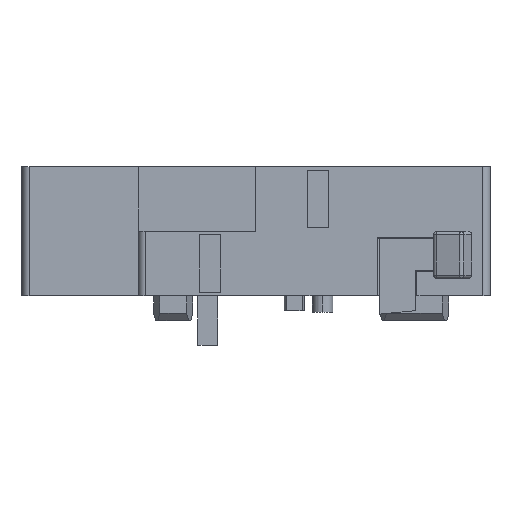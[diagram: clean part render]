
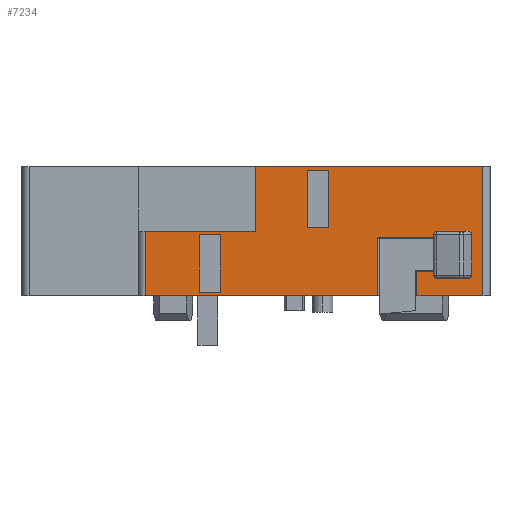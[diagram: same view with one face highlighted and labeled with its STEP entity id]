
A CAD part, left-side view. The second image highlights one B-rep face of the part: STEP entity #7234.
In plain terms, the highlighted planar face has unit normal (-1, 0, 0).
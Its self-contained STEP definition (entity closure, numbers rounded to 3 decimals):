
#250=DIRECTION('',(0.,-1.,0.));
#251=VECTOR('',#250,32.);
#252=CARTESIAN_POINT('',(-43.6,0.,18.2));
#253=LINE('',#252,#251);
#1106=DIRECTION('',(0.,-1.,0.));
#1107=VECTOR('',#1106,32.7);
#1108=CARTESIAN_POINT('',(-43.6,15.6,0.));
#1109=LINE('',#1108,#1107);
#1134=DIRECTION('',(0.,-1.,0.));
#1135=VECTOR('',#1134,9.3);
#1136=CARTESIAN_POINT('',(-43.6,-22.7,0.));
#1137=LINE('',#1136,#1135);
#1934=DIRECTION('',(0.,-1.,0.));
#1935=VECTOR('',#1934,3.02);
#1936=CARTESIAN_POINT('',(-43.6,8.,0.49));
#1937=LINE('',#1936,#1935);
#1938=DIRECTION('',(0.,0.,1.));
#1939=VECTOR('',#1938,8.12);
#1940=CARTESIAN_POINT('',(-43.6,4.98,0.49));
#1941=LINE('',#1940,#1939);
#1942=DIRECTION('',(0.,1.,0.));
#1943=VECTOR('',#1942,3.02);
#1944=CARTESIAN_POINT('',(-43.6,4.98,8.61));
#1945=LINE('',#1944,#1943);
#1946=DIRECTION('',(0.,0.,-1.));
#1947=VECTOR('',#1946,8.12);
#1948=CARTESIAN_POINT('',(-43.6,8.,8.61));
#1949=LINE('',#1948,#1947);
#1950=DIRECTION('',(0.,-1.,0.));
#1951=VECTOR('',#1950,3.02);
#1952=CARTESIAN_POINT('',(-43.6,-7.26,9.59));
#1953=LINE('',#1952,#1951);
#1954=DIRECTION('',(0.,0.,1.));
#1955=VECTOR('',#1954,8.12);
#1956=CARTESIAN_POINT('',(-43.6,-10.28,9.59));
#1957=LINE('',#1956,#1955);
#1958=DIRECTION('',(0.,1.,0.));
#1959=VECTOR('',#1958,3.02);
#1960=CARTESIAN_POINT('',(-43.6,-10.28,17.71));
#1961=LINE('',#1960,#1959);
#1962=DIRECTION('',(0.,0.,-1.));
#1963=VECTOR('',#1962,8.12);
#1964=CARTESIAN_POINT('',(-43.6,-7.26,17.71));
#1965=LINE('',#1964,#1963);
#1966=DIRECTION('',(0.,1.,0.));
#1967=VECTOR('',#1966,4.282);
#1968=CARTESIAN_POINT('',(-43.6,-29.822,2.4));
#1969=LINE('',#1968,#1967);
#1970=DIRECTION('',(0.,0.,1.));
#1971=VECTOR('',#1970,5.7);
#1972=CARTESIAN_POINT('',(-43.6,-30.4,2.9));
#1973=LINE('',#1972,#1971);
#1974=DIRECTION('',(0.,1.,0.));
#1975=VECTOR('',#1974,4.282);
#1976=CARTESIAN_POINT('',(-43.6,-29.822,9.1));
#1977=LINE('',#1976,#1975);
#1978=DIRECTION('',(0.,0.,1.));
#1979=VECTOR('',#1978,0.4);
#1980=CARTESIAN_POINT('',(-43.6,-25.04,8.2));
#1981=LINE('',#1980,#1979);
#1982=DIRECTION('',(0.,1.,0.));
#1983=VECTOR('',#1982,7.94);
#1984=CARTESIAN_POINT('',(-43.6,-25.04,8.2));
#1985=LINE('',#1984,#1983);
#1986=DIRECTION('',(0.,0.,-1.));
#1987=VECTOR('',#1986,9.1);
#1988=CARTESIAN_POINT('',(-43.6,15.6,9.1));
#1989=LINE('',#1988,#1987);
#1990=DIRECTION('',(0.,-1.,0.));
#1991=VECTOR('',#1990,15.6);
#1992=CARTESIAN_POINT('',(-43.6,15.6,9.1));
#1993=LINE('',#1992,#1991);
#1994=DIRECTION('',(0.,0.,-1.));
#1995=VECTOR('',#1994,9.1);
#1996=CARTESIAN_POINT('',(-43.6,0.,18.2));
#1997=LINE('',#1996,#1995);
#1998=DIRECTION('',(0.,0.,-1.));
#1999=VECTOR('',#1998,18.2);
#2000=CARTESIAN_POINT('',(-43.6,-32.,18.2));
#2001=LINE('',#2000,#1999);
#2002=DIRECTION('',(0.,0.,1.));
#2003=VECTOR('',#2002,3.4);
#2004=CARTESIAN_POINT('',(-43.6,-22.7,0.));
#2005=LINE('',#2004,#2003);
#2006=DIRECTION('',(0.,-1.,0.));
#2007=VECTOR('',#2006,2.34);
#2008=CARTESIAN_POINT('',(-43.6,-22.7,3.4));
#2009=LINE('',#2008,#2007);
#2010=DIRECTION('',(0.,0.,1.));
#2011=VECTOR('',#2010,0.5);
#2012=CARTESIAN_POINT('',(-43.6,-25.04,2.9));
#2013=LINE('',#2012,#2011);
#2078=CARTESIAN_POINT('',(-43.6,-25.54,2.9));
#2079=DIRECTION('',(1.,0.,0.));
#2080=DIRECTION('',(0.,0.,-1.));
#2081=AXIS2_PLACEMENT_3D('',#2078,#2079,#2080);
#2125=CARTESIAN_POINT('',(-43.6,-29.822,9.1));
#2126=CARTESIAN_POINT('',(-43.6,-29.912,9.1));
#2127=CARTESIAN_POINT('',(-43.6,-30.059,9.068));
#2128=CARTESIAN_POINT('',(-43.6,-30.229,8.969));
#2129=CARTESIAN_POINT('',(-43.6,-30.333,8.848));
#2130=CARTESIAN_POINT('',(-43.6,-30.387,8.722));
#2131=CARTESIAN_POINT('',(-43.6,-30.4,8.645));
#2132=CARTESIAN_POINT('',(-43.6,-30.4,8.6));
#2146=CARTESIAN_POINT('',(-43.6,-30.4,2.9));
#2147=CARTESIAN_POINT('',(-43.6,-30.4,2.855));
#2148=CARTESIAN_POINT('',(-43.6,-30.387,2.778));
#2149=CARTESIAN_POINT('',(-43.6,-30.333,2.652));
#2150=CARTESIAN_POINT('',(-43.6,-30.229,2.531));
#2151=CARTESIAN_POINT('',(-43.6,-30.059,2.432));
#2152=CARTESIAN_POINT('',(-43.6,-29.912,2.4));
#2153=CARTESIAN_POINT('',(-43.6,-29.822,2.4));
#2213=CARTESIAN_POINT('',(-43.6,-25.54,8.6));
#2214=DIRECTION('',(1.,0.,0.));
#2215=DIRECTION('',(0.,1.,0.));
#2216=AXIS2_PLACEMENT_3D('',#2213,#2214,#2215);
#2250=DIRECTION('',(0.,0.,1.));
#2251=VECTOR('',#2250,8.2);
#2252=CARTESIAN_POINT('',(-43.6,-17.1,0.));
#2253=LINE('',#2252,#2251);
#3639=CARTESIAN_POINT('',(-43.6,0.,18.2));
#3641=VERTEX_POINT('',#3639);
#3645=CARTESIAN_POINT('',(-43.6,0.,9.1));
#3646=VERTEX_POINT('',#3645);
#4109=CARTESIAN_POINT('',(-43.6,-17.1,0.));
#4111=VERTEX_POINT('',#4109);
#4113=CARTESIAN_POINT('',(-43.6,-22.7,0.));
#4115=VERTEX_POINT('',#4113);
#4151=CARTESIAN_POINT('',(-43.6,8.,0.49));
#4152=CARTESIAN_POINT('',(-43.6,4.98,0.49));
#4153=VERTEX_POINT('',#4151);
#4154=VERTEX_POINT('',#4152);
#4155=CARTESIAN_POINT('',(-43.6,4.98,8.61));
#4156=VERTEX_POINT('',#4155);
#4157=CARTESIAN_POINT('',(-43.6,8.,8.61));
#4158=VERTEX_POINT('',#4157);
#4159=CARTESIAN_POINT('',(-43.6,-7.26,9.59));
#4160=CARTESIAN_POINT('',(-43.6,-10.28,9.59));
#4161=VERTEX_POINT('',#4159);
#4162=VERTEX_POINT('',#4160);
#4163=CARTESIAN_POINT('',(-43.6,-10.28,17.71));
#4164=VERTEX_POINT('',#4163);
#4165=CARTESIAN_POINT('',(-43.6,-7.26,17.71));
#4166=VERTEX_POINT('',#4165);
#4295=CARTESIAN_POINT('',(-43.6,-25.04,8.2));
#4296=CARTESIAN_POINT('',(-43.6,-17.1,8.2));
#4297=VERTEX_POINT('',#4295);
#4298=VERTEX_POINT('',#4296);
#4299=CARTESIAN_POINT('',(-43.6,-22.7,3.4));
#4300=CARTESIAN_POINT('',(-43.6,-25.04,3.4));
#4301=VERTEX_POINT('',#4299);
#4302=VERTEX_POINT('',#4300);
#4668=CARTESIAN_POINT('',(-43.6,-32.,0.));
#4670=VERTEX_POINT('',#4668);
#4671=CARTESIAN_POINT('',(-43.6,-32.,18.2));
#4672=VERTEX_POINT('',#4671);
#4691=CARTESIAN_POINT('',(-43.6,15.6,0.));
#4693=VERTEX_POINT('',#4691);
#4697=CARTESIAN_POINT('',(-43.6,15.6,9.1));
#4698=VERTEX_POINT('',#4697);
#4732=CARTESIAN_POINT('',(-43.6,-30.4,8.6));
#4734=VERTEX_POINT('',#4732);
#4736=CARTESIAN_POINT('',(-43.6,-29.822,9.1));
#4738=VERTEX_POINT('',#4736);
#4739=CARTESIAN_POINT('',(-43.6,-29.822,2.4));
#4741=VERTEX_POINT('',#4739);
#4743=CARTESIAN_POINT('',(-43.6,-30.4,2.9));
#4745=VERTEX_POINT('',#4743);
#4754=CARTESIAN_POINT('',(-43.6,-25.04,2.9));
#4756=VERTEX_POINT('',#4754);
#4757=CARTESIAN_POINT('',(-43.6,-25.54,2.4));
#4758=VERTEX_POINT('',#4757);
#4763=CARTESIAN_POINT('',(-43.6,-25.54,9.1));
#4765=VERTEX_POINT('',#4763);
#4767=CARTESIAN_POINT('',(-43.6,-25.04,8.6));
#4768=VERTEX_POINT('',#4767);
#7172=CARTESIAN_POINT('',(-43.6,33.,0.));
#7173=DIRECTION('',(-1.,0.,0.));
#7174=DIRECTION('',(0.,-1.,0.));
#7175=AXIS2_PLACEMENT_3D('',#7172,#7173,#7174);
#7176=PLANE('',#7175);
#7178=ORIENTED_EDGE('',*,*,#7177,.F.);
#7180=ORIENTED_EDGE('',*,*,#7179,.F.);
#7182=ORIENTED_EDGE('',*,*,#7181,.T.);
#7184=ORIENTED_EDGE('',*,*,#7183,.F.);
#7186=ORIENTED_EDGE('',*,*,#7185,.T.);
#7188=ORIENTED_EDGE('',*,*,#7187,.F.);
#7190=ORIENTED_EDGE('',*,*,#7189,.F.);
#7192=ORIENTED_EDGE('',*,*,#7191,.T.);
#7194=ORIENTED_EDGE('',*,*,#7193,.F.);
#7195=ORIENTED_EDGE('',*,*,#5682,.F.);
#7196=ORIENTED_EDGE('',*,*,#5668,.F.);
#7198=ORIENTED_EDGE('',*,*,#7197,.T.);
#7200=ORIENTED_EDGE('',*,*,#7199,.F.);
#7201=ORIENTED_EDGE('',*,*,#4852,.T.);
#7202=ORIENTED_EDGE('',*,*,#7145,.T.);
#7203=ORIENTED_EDGE('',*,*,#5696,.F.);
#7205=ORIENTED_EDGE('',*,*,#7204,.T.);
#7207=ORIENTED_EDGE('',*,*,#7206,.T.);
#7209=ORIENTED_EDGE('',*,*,#7208,.F.);
#7211=ORIENTED_EDGE('',*,*,#7210,.F.);
#7212=EDGE_LOOP('',(#7178,#7180,#7182,#7184,#7186,#7188,#7190,#7192,#7194,#7195,
#7196,#7198,#7200,#7201,#7202,#7203,#7205,#7207,#7209,#7211));
#7213=FACE_OUTER_BOUND('',#7212,.F.);
#7215=ORIENTED_EDGE('',*,*,#7214,.T.);
#7217=ORIENTED_EDGE('',*,*,#7216,.T.);
#7219=ORIENTED_EDGE('',*,*,#7218,.T.);
#7221=ORIENTED_EDGE('',*,*,#7220,.T.);
#7222=EDGE_LOOP('',(#7215,#7217,#7219,#7221));
#7223=FACE_BOUND('',#7222,.F.);
#7225=ORIENTED_EDGE('',*,*,#7224,.T.);
#7227=ORIENTED_EDGE('',*,*,#7226,.T.);
#7229=ORIENTED_EDGE('',*,*,#7228,.T.);
#7231=ORIENTED_EDGE('',*,*,#7230,.T.);
#7232=EDGE_LOOP('',(#7225,#7227,#7229,#7231));
#7233=FACE_BOUND('',#7232,.F.);
#7234=ADVANCED_FACE('',(#7213,#7223,#7233),#7176,.T.);
#2082=CIRCLE('',#2081,0.5);
#2133=B_SPLINE_CURVE_WITH_KNOTS('',3,(#2125,#2126,#2127,#2128,#2129,#2130,#2131,
#2132),.UNSPECIFIED.,.F.,.F.,(4,1,1,1,1,4),(0.,0.25,0.5,0.75,0.875,
1.),.UNSPECIFIED.);
#2154=B_SPLINE_CURVE_WITH_KNOTS('',3,(#2146,#2147,#2148,#2149,#2150,#2151,#2152,
#2153),.UNSPECIFIED.,.F.,.F.,(4,1,1,1,1,4),(0.,0.125,0.25,0.5,0.75,
1.),.UNSPECIFIED.);
#2217=CIRCLE('',#2216,0.5);
#4852=EDGE_CURVE('',#3641,#4672,#253,.T.);
#5668=EDGE_CURVE('',#4698,#4693,#1989,.T.);
#5682=EDGE_CURVE('',#4693,#4111,#1109,.T.);
#5696=EDGE_CURVE('',#4115,#4670,#1137,.T.);
#7145=EDGE_CURVE('',#4672,#4670,#2001,.T.);
#7177=EDGE_CURVE('',#4741,#4758,#1969,.T.);
#7179=EDGE_CURVE('',#4745,#4741,#2154,.T.);
#7181=EDGE_CURVE('',#4745,#4734,#1973,.T.);
#7183=EDGE_CURVE('',#4738,#4734,#2133,.T.);
#7185=EDGE_CURVE('',#4738,#4765,#1977,.T.);
#7187=EDGE_CURVE('',#4768,#4765,#2217,.T.);
#7189=EDGE_CURVE('',#4297,#4768,#1981,.T.);
#7191=EDGE_CURVE('',#4297,#4298,#1985,.T.);
#7193=EDGE_CURVE('',#4111,#4298,#2253,.T.);
#7197=EDGE_CURVE('',#4698,#3646,#1993,.T.);
#7199=EDGE_CURVE('',#3641,#3646,#1997,.T.);
#7204=EDGE_CURVE('',#4115,#4301,#2005,.T.);
#7206=EDGE_CURVE('',#4301,#4302,#2009,.T.);
#7208=EDGE_CURVE('',#4756,#4302,#2013,.T.);
#7210=EDGE_CURVE('',#4758,#4756,#2082,.T.);
#7214=EDGE_CURVE('',#4153,#4154,#1937,.T.);
#7216=EDGE_CURVE('',#4154,#4156,#1941,.T.);
#7218=EDGE_CURVE('',#4156,#4158,#1945,.T.);
#7220=EDGE_CURVE('',#4158,#4153,#1949,.T.);
#7224=EDGE_CURVE('',#4161,#4162,#1953,.T.);
#7226=EDGE_CURVE('',#4162,#4164,#1957,.T.);
#7228=EDGE_CURVE('',#4164,#4166,#1961,.T.);
#7230=EDGE_CURVE('',#4166,#4161,#1965,.T.);
